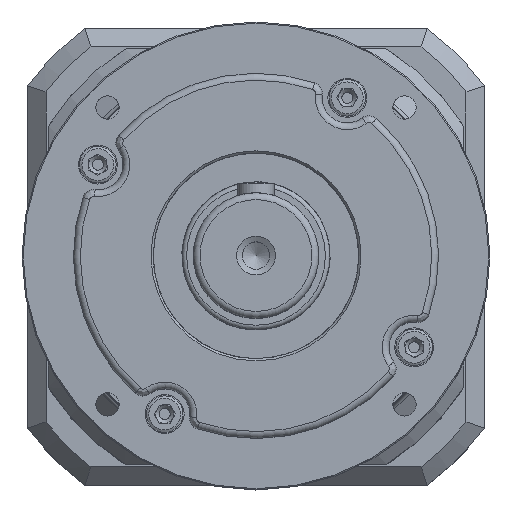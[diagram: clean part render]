
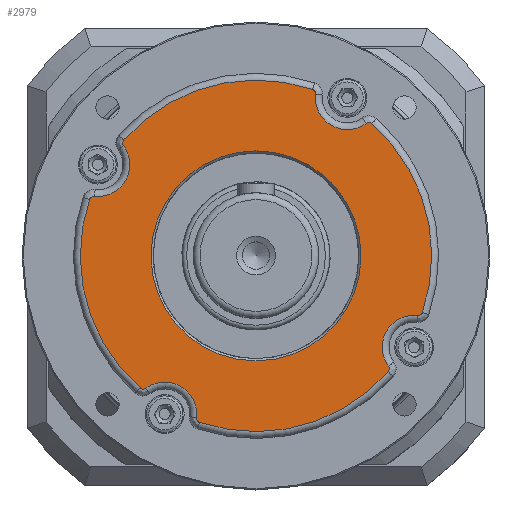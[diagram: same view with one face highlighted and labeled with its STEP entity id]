
A CAD part, top view. The second image highlights one B-rep face of the part: STEP entity #2979.
In plain terms, the highlighted planar face has unit normal (0, 0, 1).
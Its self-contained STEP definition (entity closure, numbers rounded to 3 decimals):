
#364=CARTESIAN_POINT('',(46.,0.0,0.));
#365=VERTEX_POINT('',#364);
#366=CARTESIAN_POINT('',(0.0,0.0,0.));
#367=DIRECTION('',(0.0,0.0,-1.0));
#368=DIRECTION('',(-1.0,0.0,0.0));
#369=AXIS2_PLACEMENT_3D('',#366,#367,#368);
#370=CIRCLE('',#369,46.);
#371=EDGE_CURVE('',#365,#365,#370,.T.);
#409=CARTESIAN_POINT('',(-26.083,-70.806,0.));
#410=VERTEX_POINT('',#409);
#411=CARTESIAN_POINT('',(-24.738,-72.918,0.));
#412=VERTEX_POINT('',#411);
#413=CARTESIAN_POINT('',(-24.095,-71.024,0.));
#414=DIRECTION('',(0.0,0.0,1.0));
#415=DIRECTION('',(-1.0,0.0,0.0));
#416=AXIS2_PLACEMENT_3D('',#413,#414,#415);
#417=CIRCLE('',#416,2.);
#418=EDGE_CURVE('',#410,#412,#417,.T.);
#481=CARTESIAN_POINT('',(57.882,-50.78,0.));
#482=VERTEX_POINT('',#481);
#483=CARTESIAN_POINT('',(57.992,-48.278,0.));
#484=VERTEX_POINT('',#483);
#485=CARTESIAN_POINT('',(56.379,-49.461,0.));
#486=DIRECTION('',(0.0,0.0,1.0));
#487=DIRECTION('',(-1.0,0.0,0.0));
#488=AXIS2_PLACEMENT_3D('',#485,#486,#487);
#489=CIRCLE('',#488,2.);
#490=EDGE_CURVE('',#482,#484,#489,.T.);
#534=CARTESIAN_POINT('',(70.806,-26.083,0.));
#535=VERTEX_POINT('',#534);
#543=CARTESIAN_POINT('',(69.282,-40.,0.));
#544=DIRECTION('',(0.0,0.0,-1.0));
#545=DIRECTION('',(-1.0,0.0,0.0));
#546=AXIS2_PLACEMENT_3D('',#543,#544,#545);
#547=CIRCLE('',#546,14.);
#548=EDGE_CURVE('',#484,#535,#547,.T.);
#559=CARTESIAN_POINT('',(-72.918,24.738,0.));
#560=VERTEX_POINT('',#559);
#561=CARTESIAN_POINT('',(-50.78,-57.882,0.));
#562=VERTEX_POINT('',#561);
#563=CARTESIAN_POINT('',(0.0,0.0,0.));
#564=DIRECTION('',(0.0,0.0,1.0));
#565=DIRECTION('',(-1.0,0.0,0.0));
#566=AXIS2_PLACEMENT_3D('',#563,#564,#565);
#567=CIRCLE('',#566,77.);
#568=EDGE_CURVE('',#560,#562,#567,.T.);
#631=CARTESIAN_POINT('',(-57.882,50.78,0.));
#632=VERTEX_POINT('',#631);
#633=CARTESIAN_POINT('',(-57.992,48.278,0.));
#634=VERTEX_POINT('',#633);
#635=CARTESIAN_POINT('',(-56.379,49.461,0.));
#636=DIRECTION('',(0.0,0.0,1.0));
#637=DIRECTION('',(-1.0,0.0,0.0));
#638=AXIS2_PLACEMENT_3D('',#635,#636,#637);
#639=CIRCLE('',#638,2.);
#640=EDGE_CURVE('',#632,#634,#639,.T.);
#686=CARTESIAN_POINT('',(26.083,70.806,0.));
#687=VERTEX_POINT('',#686);
#695=CARTESIAN_POINT('',(48.278,57.992,0.));
#696=VERTEX_POINT('',#695);
#697=CARTESIAN_POINT('',(40.,69.282,0.));
#698=DIRECTION('',(0.0,0.0,-1.0));
#699=DIRECTION('',(-1.0,0.0,0.0));
#700=AXIS2_PLACEMENT_3D('',#697,#698,#699);
#701=CIRCLE('',#700,14.);
#702=EDGE_CURVE('',#696,#687,#701,.T.);
#747=CARTESIAN_POINT('',(24.738,72.918,0.));
#748=VERTEX_POINT('',#747);
#749=CARTESIAN_POINT('',(24.095,71.024,0.));
#750=DIRECTION('',(0.0,0.0,1.0));
#751=DIRECTION('',(-1.0,0.0,0.0));
#752=AXIS2_PLACEMENT_3D('',#749,#750,#751);
#753=CIRCLE('',#752,2.);
#754=EDGE_CURVE('',#687,#748,#753,.T.);
#2891=CARTESIAN_POINT('',(0.0,80.,0.));
#2892=DIRECTION('',(0.0,0.0,-1.0));
#2893=DIRECTION('',(-1.0,0.0,0.0));
#2894=AXIS2_PLACEMENT_3D('',#2891,#2892,#2893);
#2895=PLANE('',#2894);
#2896=CARTESIAN_POINT('',(-48.278,-57.992,0.));
#2897=VERTEX_POINT('',#2896);
#2898=CARTESIAN_POINT('',(-40.,-69.282,0.));
#2899=DIRECTION('',(0.0,0.0,-1.0));
#2900=DIRECTION('',(-1.0,0.0,0.0));
#2901=AXIS2_PLACEMENT_3D('',#2898,#2899,#2900);
#2902=CIRCLE('',#2901,14.);
#2903=EDGE_CURVE('',#2897,#410,#2902,.T.);
#2904=ORIENTED_EDGE('',*,*,#2903,.T.);
#2905=ORIENTED_EDGE('',*,*,#418,.T.);
#2906=CARTESIAN_POINT('',(0.0,0.0,0.));
#2907=DIRECTION('',(0.0,0.0,1.0));
#2908=DIRECTION('',(-1.0,0.0,0.0));
#2909=AXIS2_PLACEMENT_3D('',#2906,#2907,#2908);
#2910=CIRCLE('',#2909,77.);
#2911=EDGE_CURVE('',#412,#482,#2910,.T.);
#2912=ORIENTED_EDGE('',*,*,#2911,.T.);
#2913=ORIENTED_EDGE('',*,*,#490,.T.);
#2914=ORIENTED_EDGE('',*,*,#548,.T.);
#2915=CARTESIAN_POINT('',(72.918,-24.738,0.));
#2916=VERTEX_POINT('',#2915);
#2917=CARTESIAN_POINT('',(71.024,-24.095,0.));
#2918=DIRECTION('',(0.0,0.0,1.0));
#2919=DIRECTION('',(-1.0,0.0,0.0));
#2920=AXIS2_PLACEMENT_3D('',#2917,#2918,#2919);
#2921=CIRCLE('',#2920,2.);
#2922=EDGE_CURVE('',#535,#2916,#2921,.T.);
#2923=ORIENTED_EDGE('',*,*,#2922,.T.);
#2924=CARTESIAN_POINT('',(50.78,57.882,0.));
#2925=VERTEX_POINT('',#2924);
#2926=CARTESIAN_POINT('',(0.0,0.0,0.));
#2927=DIRECTION('',(0.0,0.0,1.0));
#2928=DIRECTION('',(-1.0,0.0,0.0));
#2929=AXIS2_PLACEMENT_3D('',#2926,#2927,#2928);
#2930=CIRCLE('',#2929,77.);
#2931=EDGE_CURVE('',#2916,#2925,#2930,.T.);
#2932=ORIENTED_EDGE('',*,*,#2931,.T.);
#2933=CARTESIAN_POINT('',(49.461,56.379,0.));
#2934=DIRECTION('',(0.0,0.0,1.0));
#2935=DIRECTION('',(-1.0,0.0,0.0));
#2936=AXIS2_PLACEMENT_3D('',#2933,#2934,#2935);
#2937=CIRCLE('',#2936,2.);
#2938=EDGE_CURVE('',#2925,#696,#2937,.T.);
#2939=ORIENTED_EDGE('',*,*,#2938,.T.);
#2940=ORIENTED_EDGE('',*,*,#702,.T.);
#2941=ORIENTED_EDGE('',*,*,#754,.T.);
#2942=CARTESIAN_POINT('',(0.0,0.0,0.));
#2943=DIRECTION('',(0.0,0.0,1.0));
#2944=DIRECTION('',(-1.0,0.0,0.0));
#2945=AXIS2_PLACEMENT_3D('',#2942,#2943,#2944);
#2946=CIRCLE('',#2945,77.);
#2947=EDGE_CURVE('',#748,#632,#2946,.T.);
#2948=ORIENTED_EDGE('',*,*,#2947,.T.);
#2949=ORIENTED_EDGE('',*,*,#640,.T.);
#2950=CARTESIAN_POINT('',(-70.806,26.083,0.));
#2951=VERTEX_POINT('',#2950);
#2952=CARTESIAN_POINT('',(-69.282,40.,0.));
#2953=DIRECTION('',(0.0,0.0,-1.0));
#2954=DIRECTION('',(-1.0,0.0,0.0));
#2955=AXIS2_PLACEMENT_3D('',#2952,#2953,#2954);
#2956=CIRCLE('',#2955,14.);
#2957=EDGE_CURVE('',#634,#2951,#2956,.T.);
#2958=ORIENTED_EDGE('',*,*,#2957,.T.);
#2959=CARTESIAN_POINT('',(-71.024,24.095,0.));
#2960=DIRECTION('',(0.0,0.0,1.0));
#2961=DIRECTION('',(-1.0,0.0,0.0));
#2962=AXIS2_PLACEMENT_3D('',#2959,#2960,#2961);
#2963=CIRCLE('',#2962,2.);
#2964=EDGE_CURVE('',#2951,#560,#2963,.T.);
#2965=ORIENTED_EDGE('',*,*,#2964,.T.);
#2966=ORIENTED_EDGE('',*,*,#568,.T.);
#2967=CARTESIAN_POINT('',(-49.461,-56.379,0.));
#2968=DIRECTION('',(0.0,0.0,1.0));
#2969=DIRECTION('',(-1.0,0.0,0.0));
#2970=AXIS2_PLACEMENT_3D('',#2967,#2968,#2969);
#2971=CIRCLE('',#2970,2.);
#2972=EDGE_CURVE('',#562,#2897,#2971,.T.);
#2973=ORIENTED_EDGE('',*,*,#2972,.T.);
#2974=EDGE_LOOP('',(#2904,#2905,#2912,#2913,#2914,#2923,#2932,#2939,#2940,#2941,#2948,#2949,#2958,#2965,#2966,#2973));
#2975=FACE_OUTER_BOUND('',#2974,.T.);
#2976=ORIENTED_EDGE('',*,*,#371,.T.);
#2977=EDGE_LOOP('',(#2976));
#2978=FACE_BOUND('',#2977,.T.);
#2979=ADVANCED_FACE('',(#2975,#2978),#2895,.F.);
